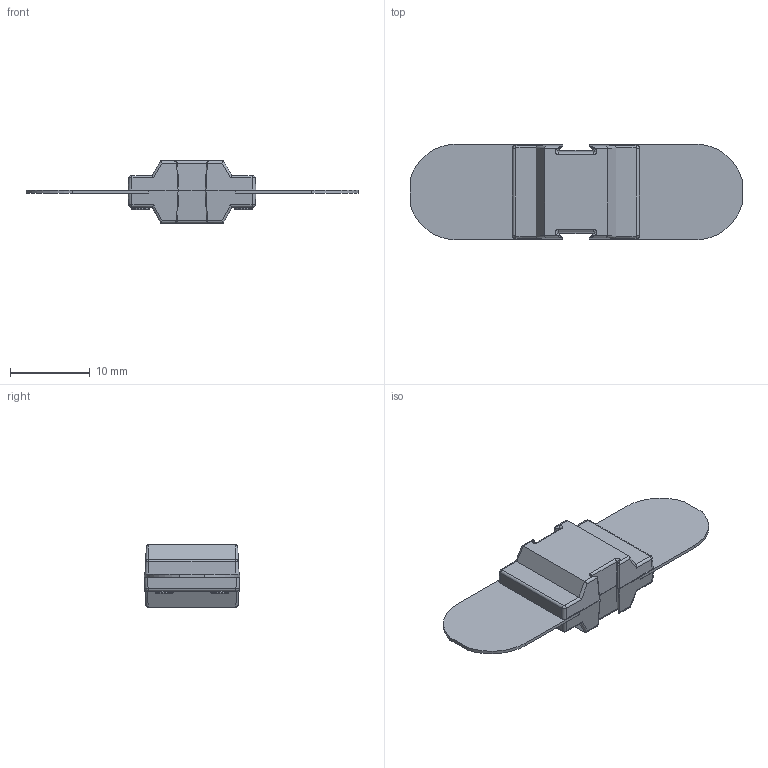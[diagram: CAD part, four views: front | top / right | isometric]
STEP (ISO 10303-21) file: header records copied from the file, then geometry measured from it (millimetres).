
FILE_DESCRIPTION((''),'2;1');
FILE_NAME('142_0020_0000_58V_NH_0_4MM_','2022-07-30T11:31:41',('MLegi'),(''),'CREO PARAMETRIC BY PTC INC, 2021304','CREO PARAMETRIC BY PTC INC, 2021304','');
FILE_SCHEMA(('CONFIG_CONTROL_DESIGN'));
Length unit declared in the file: millimetre
Products named in the file (1): 142_0020_0000_58V_NH_0_4MM_
Bounding box: 41.6 x 12 x 7.8 mm (x, y, z)
Volume: 1207.9 mm3; surface area: 1306.6 mm2
Topology: 1 solids, 1 shells, 194 faces, 488 edges, 296 vertices
Faces by surface type: cylinder 76, plane 62, bspline 32, torus 16, cone 8
Entity records: 8449 total; most frequent: CARTESIAN_POINT 4105, ORIENTED_EDGE 976, DIRECTION 800, EDGE_CURVE 488, VERTEX_POINT 296, AXIS2_PLACEMENT_3D 294, VECTOR 212, LINE 212
